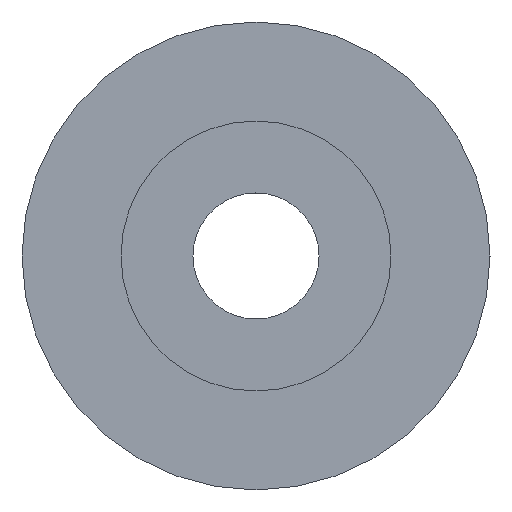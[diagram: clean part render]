
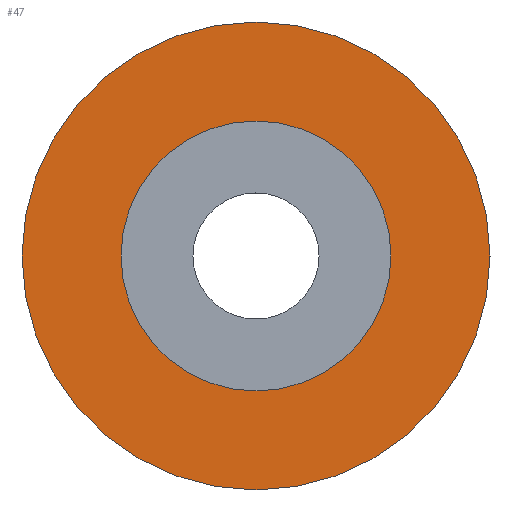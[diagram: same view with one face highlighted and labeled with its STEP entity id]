
A CAD part, left-side view. The second image highlights one B-rep face of the part: STEP entity #47.
In plain terms, the highlighted planar face has unit normal (-1, 0, 0).
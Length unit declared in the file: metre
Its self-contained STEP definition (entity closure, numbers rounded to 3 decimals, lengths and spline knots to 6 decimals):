
#47 = ADVANCED_FACE( '', ( #98, #99 ), #100, .T. );
#98 = FACE_BOUND( '', #158, .T. );
#99 = FACE_OUTER_BOUND( '', #159, .T. );
#100 = PLANE( '', #160 );
#158 = EDGE_LOOP( '', ( #213 ) );
#159 = EDGE_LOOP( '', ( #214 ) );
#160 = AXIS2_PLACEMENT_3D( '', #215, #216, #217 );
#213 = ORIENTED_EDGE( '', *, *, #275, .F. );
#214 = ORIENTED_EDGE( '', *, *, #276, .T. );
#215 = CARTESIAN_POINT( '', ( -0.087649, -2.569476, 1.772708 ) );
#216 = DIRECTION( '', ( -1., 0., 0. ) );
#217 = DIRECTION( '', ( 0., -1., 0. ) );
#275 = EDGE_CURVE( '', #304, #304, #305, .T. );
#276 = EDGE_CURVE( '', #306, #306, #307, .T. );
#304 = VERTEX_POINT( '', #340 );
#305 = CIRCLE( '', #341, 0.009525 );
#306 = VERTEX_POINT( '', #342 );
#307 = CIRCLE( '', #343, 0.01651 );
#340 = CARTESIAN_POINT( '', ( -0.087649, -2.544907, 1.747386 ) );
#341 = AXIS2_PLACEMENT_3D( '', #377, #378, #379 );
#342 = CARTESIAN_POINT( '', ( -0.087649, -2.544907, 1.754371 ) );
#343 = AXIS2_PLACEMENT_3D( '', #380, #381, #382 );
#377 = CARTESIAN_POINT( '', ( -0.087649, -2.544907, 1.737861 ) );
#378 = DIRECTION( '', ( -1., 0., 0. ) );
#379 = DIRECTION( '', ( 0., 0., 1. ) );
#380 = CARTESIAN_POINT( '', ( -0.087649, -2.544907, 1.737861 ) );
#381 = DIRECTION( '', ( -1., 0., 0. ) );
#382 = DIRECTION( '', ( 0., 0., 1. ) );
